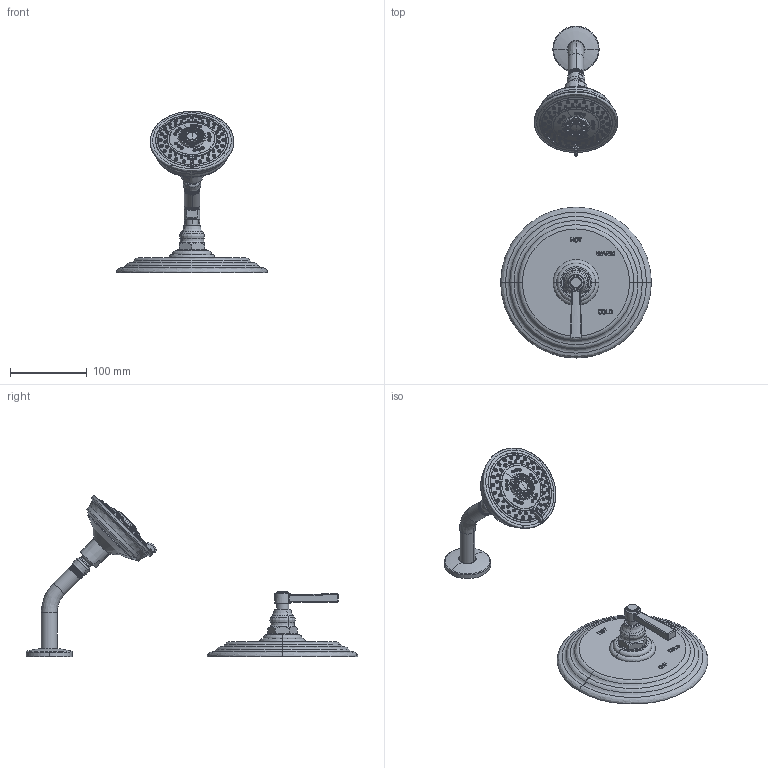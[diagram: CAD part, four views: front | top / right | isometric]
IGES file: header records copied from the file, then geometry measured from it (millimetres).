
Start section:  PTC IGES file: 3-914bp.igs
Global section: file name: 3-914bp.igs; native system: Creo Parametric by PTC Inc.; preprocessor: 2018400; author: jinson.thomas; organization: Unknown; date: 20210525.152338; units: inch
Bounding box: 196.85 x 433.45 x 210.63 mm (x, y, z)
Volume: 835299.4 mm3; surface area: 122598.9 mm2
Topology: 2 solids, 2 shells, 1354 faces, 2975 edges, 1798 vertices
Faces by surface type: revolution 931, bspline 343, extrusion 80
